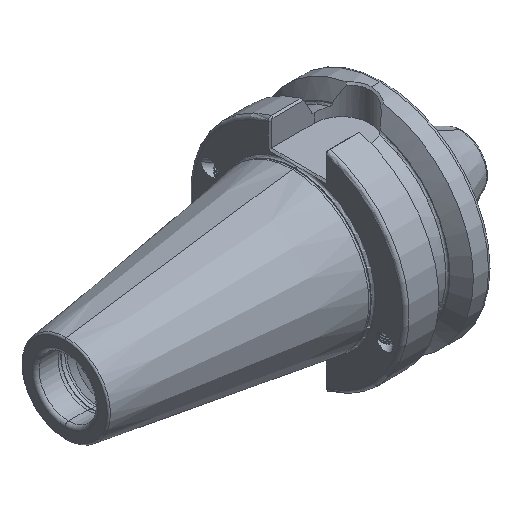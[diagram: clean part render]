
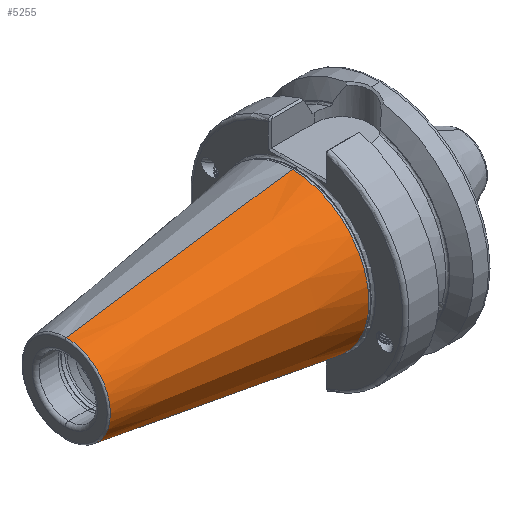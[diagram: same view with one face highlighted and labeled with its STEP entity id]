
A CAD part, isometric view. The second image highlights one B-rep face of the part: STEP entity #5255.
In plain terms, the highlighted conical face has half-angle 8.297 degrees and reference radius 22.298 mm.
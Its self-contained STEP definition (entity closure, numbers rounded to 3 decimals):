
#4407 = CIRCLE ( 'NONE', #22210, 22.298 ) ;
#4489 = CIRCLE ( 'NONE', #22194, 12.75 ) ;
#4951 = EDGE_LOOP ( 'NONE', ( #21786, #21797, #21781, #21806 ) ) ;
#5137 = CONICAL_SURFACE ( 'NONE', #22006, 22.298, 0.145 ) ;
#5158 = FACE_OUTER_BOUND ( 'NONE', #4951, .T. ) ;
#5255 = ADVANCED_FACE ( 'NONE', ( #5158 ), #5137, .T. ) ;
#5613 = VERTEX_POINT ( 'NONE', #17108 ) ;
#5620 = VERTEX_POINT ( 'NONE', #17117 ) ;
#10009 = LINE ( 'NONE', #10485, #10010 ) ;
#10010 = VECTOR ( 'NONE', #10488, 1000. ) ;
#10069 = LINE ( 'NONE', #11939, #10088 ) ;
#10088 = VECTOR ( 'NONE', #11940, 1000. ) ;
#10485 = CARTESIAN_POINT ( 'NONE',  ( -1.5, 0., 22.298 ) ) ;
#10488 = DIRECTION ( 'NONE',  ( 0.99, 0., 0.144 ) ) ;
#11939 = CARTESIAN_POINT ( 'NONE',  ( -1.5, 0., -22.298 ) ) ;
#11940 = DIRECTION ( 'NONE',  ( 0.99, 0., -0.144 ) ) ;
#12519 = VERTEX_POINT ( 'NONE', #17080 ) ;
#12840 = CARTESIAN_POINT ( 'NONE',  ( -66.972, 0., -12.75 ) ) ;
#13857 = EDGE_CURVE ( 'NONE', #12519, #5613, #4407, .T. ) ;
#13927 = EDGE_CURVE ( 'NONE', #5620, #21727, #4489, .T. ) ;
#16507 = CARTESIAN_POINT ( 'NONE',  ( -1.5, 0., 0. ) ) ;
#16512 = DIRECTION ( 'NONE',  ( 1., 0., 0. ) ) ;
#16521 = DIRECTION ( 'NONE',  ( 0., 0., -1. ) ) ;
#17080 = CARTESIAN_POINT ( 'NONE',  ( -1.5, 0., 22.298 ) ) ;
#17108 = CARTESIAN_POINT ( 'NONE',  ( -1.5, 0., -22.298 ) ) ;
#17117 = CARTESIAN_POINT ( 'NONE',  ( -66.972, 0., 12.75 ) ) ;
#18353 = DIRECTION ( 'NONE',  ( 0., 0., -1. ) ) ;
#18366 = CARTESIAN_POINT ( 'NONE',  ( -66.972, 0., 0. ) ) ;
#18382 = DIRECTION ( 'NONE',  ( 1., 0., 0. ) ) ;
#20458 = EDGE_CURVE ( 'NONE', #5620, #12519, #10009, .T. ) ;
#20533 = EDGE_CURVE ( 'NONE', #21727, #5613, #10069, .T. ) ;
#21727 = VERTEX_POINT ( 'NONE', #12840 ) ;
#21781 = ORIENTED_EDGE ( 'NONE', *, *, #20533, .T. ) ;
#21786 = ORIENTED_EDGE ( 'NONE', *, *, #20458, .F. ) ;
#21797 = ORIENTED_EDGE ( 'NONE', *, *, #13927, .T. ) ;
#21806 = ORIENTED_EDGE ( 'NONE', *, *, #13857, .F. ) ;
#22006 = AXIS2_PLACEMENT_3D ( 'NONE', #22831, #22836, #22834 ) ;
#22194 = AXIS2_PLACEMENT_3D ( 'NONE', #18366, #18382, #18353 ) ;
#22210 = AXIS2_PLACEMENT_3D ( 'NONE', #16507, #16512, #16521 ) ;
#22831 = CARTESIAN_POINT ( 'NONE',  ( -1.5, 0., 0. ) ) ;
#22834 = DIRECTION ( 'NONE',  ( 0., 0., -1. ) ) ;
#22836 = DIRECTION ( 'NONE',  ( 1., 0., 0. ) ) ;
